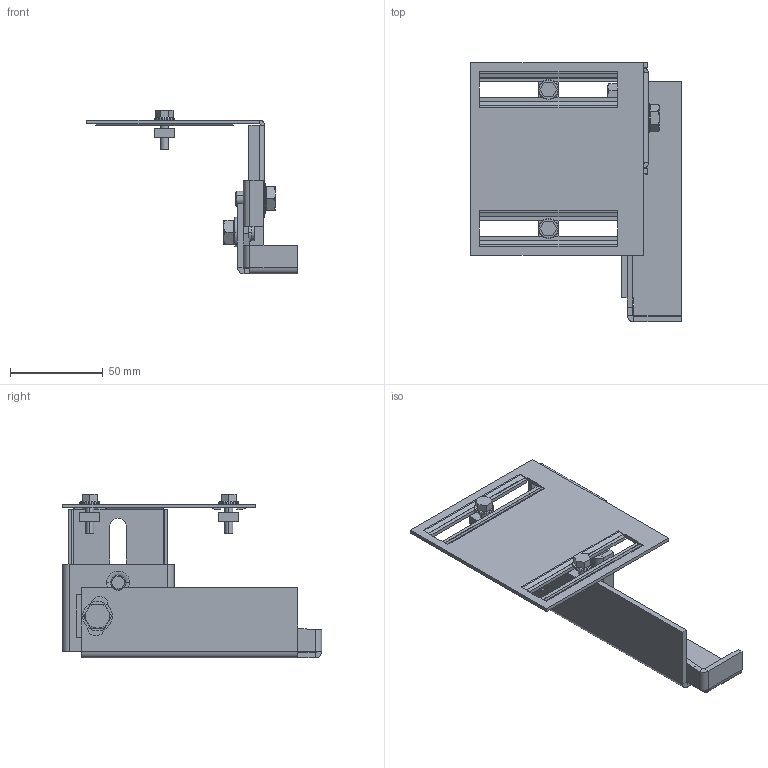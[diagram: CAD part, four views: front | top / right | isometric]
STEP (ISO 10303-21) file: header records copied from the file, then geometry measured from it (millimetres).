
FILE_DESCRIPTION (( 'STEP AP214' ), '1' );
FILE_NAME ('6288001.stp', '2016-05-10T06:40:35', ( '' ), ( '' ), 'SwSTEP 2.0', 'SolidWorks 2014', '' );
FILE_SCHEMA (( 'AUTOMOTIVE_DESIGN' ));
Length unit declared in the file: millimetre
Products named in the file (10): 35104024_Standard; 35102033; 35016043; P_35100069_1_Standard; P_35100069T1_1_Standard; 35104303_Standard; 35104288; 010600_53 bis 83; 010599_50 bis 80; 6288001
Assembly tree (12 placements, depth 3):
  6288001
    010599_50 bis 80
    010600_53 bis 83
    35104288
    35104303_Standard
    P_35100069_1_Standard  x2
      P_35100069T1_1_Standard
    35016043  x2
    35102033
    35104024_Standard  x2
Bounding box: 113.7 x 140.2 x 88.5 mm (x, y, z)
Volume: 66904 mm3; surface area: 58233.4 mm2
Topology: 11 solids, 11 shells, 348 faces, 835 edges, 518 vertices
Faces by surface type: plane 223, cylinder 97, torus 20, cone 8
Entity records: 10141 total; most frequent: CARTESIAN_POINT 1989, DIRECTION 1639, ORIENTED_EDGE 1542, EDGE_CURVE 771, AXIS2_PLACEMENT_3D 558, LINE 523, VECTOR 523, VERTEX_POINT 476
